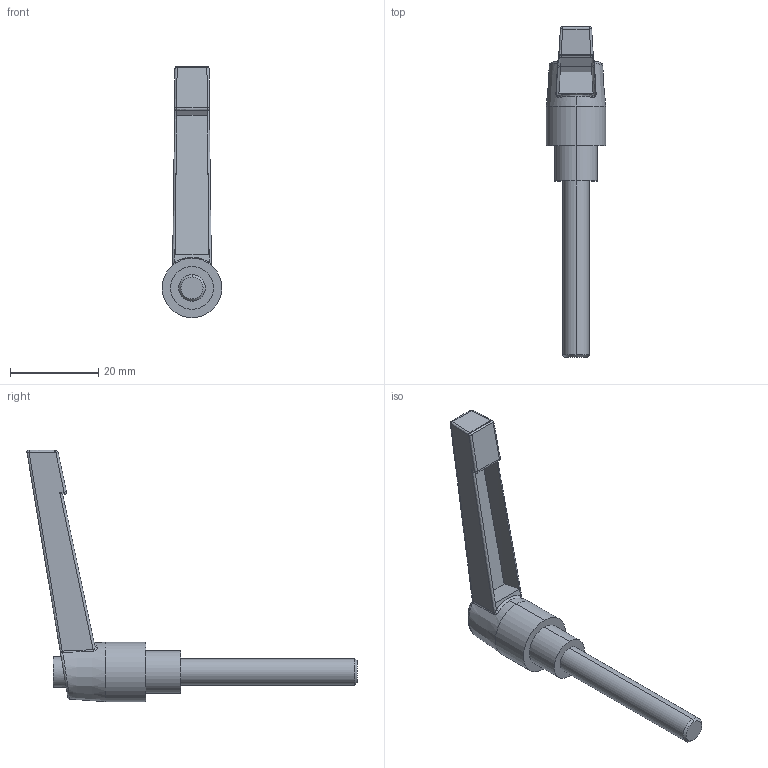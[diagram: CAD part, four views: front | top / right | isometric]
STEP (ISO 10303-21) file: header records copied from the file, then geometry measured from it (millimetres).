
FILE_DESCRIPTION (( 'STEP AP214' ), '1' );
FILE_NAME ('A397 Âèíò ñ ðóêîÿòêîé Ì6õ40.STEP', '2020-08-07T11:48:04', ( 'Windows User' ), ( '' ), 'SwSTEP 2.0', 'SolidWorks 2020', '' );
FILE_SCHEMA (( 'AUTOMOTIVE_DESIGN' ));
Length unit declared in the file: millimetre
Products named in the file (1): A397 Âèíò ñ ðóêîÿòêîé Ì6õ40
Bounding box: 13.5 x 74.92 x 57.05 mm (x, y, z)
Volume: 5622.6 mm3; surface area: 3849.2 mm2
Topology: 1 solids, 1 shells, 77 faces, 172 edges, 100 vertices
Faces by surface type: bspline 31, plane 30, cylinder 12, cone 4
Entity records: 4560 total; most frequent: CARTESIAN_POINT 3085, ORIENTED_EDGE 340, DIRECTION 200, EDGE_CURVE 170, VERTEX_POINT 100, B_SPLINE_CURVE_WITH_KNOTS 85, EDGE_LOOP 82, ADVANCED_FACE 77
